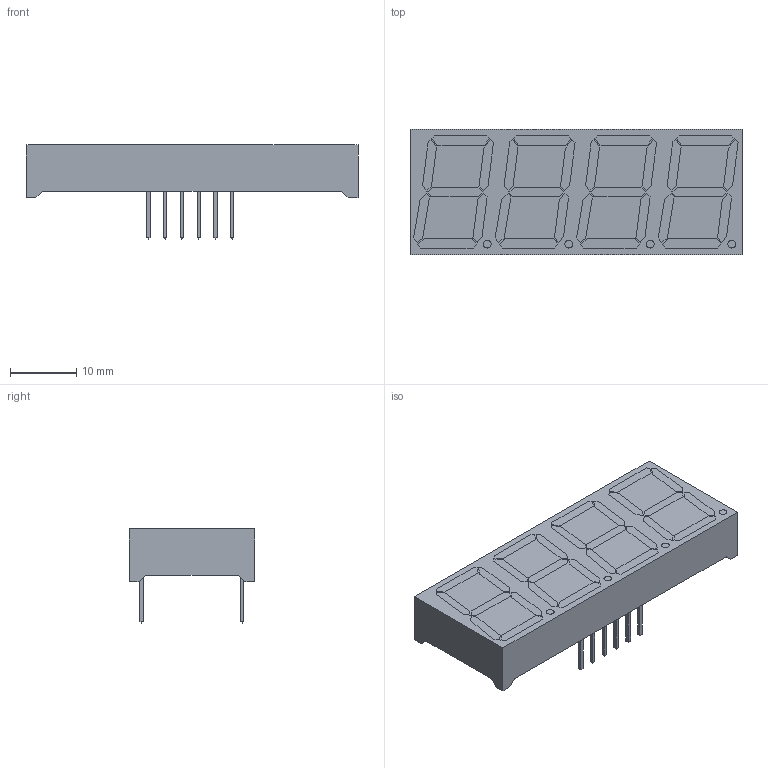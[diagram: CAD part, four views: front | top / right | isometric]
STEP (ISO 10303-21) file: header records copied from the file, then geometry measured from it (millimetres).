
FILE_DESCRIPTION(('FreeCAD Model'),'2;1');
FILE_NAME('5461BS.step','2020-04-18T11:50:54',('Author'),(''), 'Open CASCADE STEP processor 7.3','FreeCAD','Unknown');
FILE_SCHEMA(('AUTOMOTIVE_DESIGN { 1 0 10303 214 1 1 1 1 }'));
Length unit declared in the file: millimetre
Products named in the file (3): Body; Pins; 4_Digits
Bounding box: 50.3 x 19 x 14.31 mm (x, y, z)
Volume: 6728.5 mm3; surface area: 3376.4 mm2
Topology: 13 solids, 45 shells, 174 faces, 464 edges, 348 vertices
Faces by surface type: plane 174
Entity records: 10820 total; most frequent: CARTESIAN_POINT 1775, DIRECTION 1542, LINE 1180, VECTOR 1180, ORIENTED_EDGE 756, PCURVE 756, DEFINITIONAL_REPRESENTATION 756, EDGE_CURVE 464
